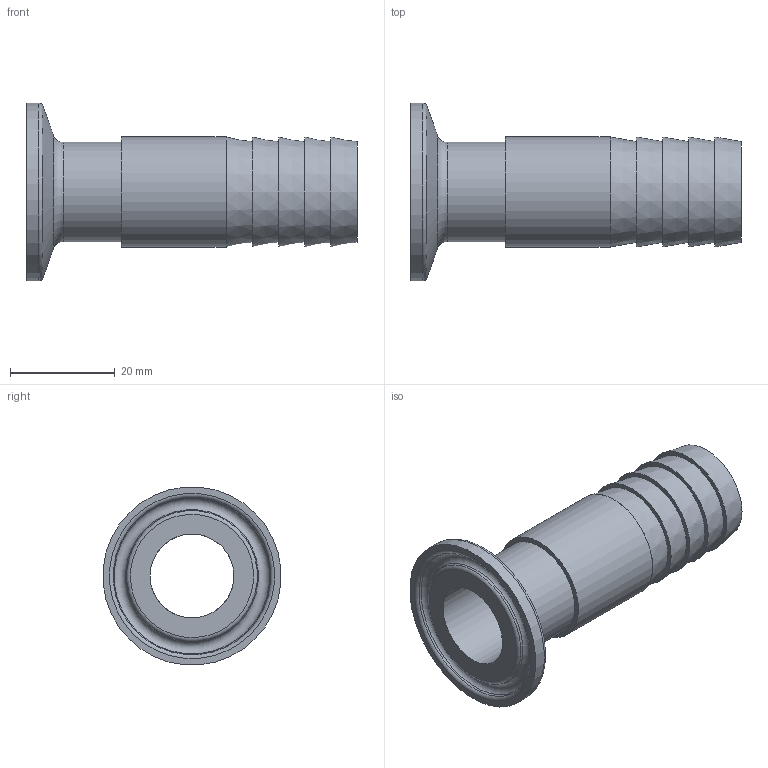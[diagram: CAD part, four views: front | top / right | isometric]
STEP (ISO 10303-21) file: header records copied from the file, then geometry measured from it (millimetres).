
FILE_DESCRIPTION(/* description */ (''),/* implementation_level */ '2;1');
FILE_NAME(/* name */ '26070015000.stp',/* time_stamp */ '2016-03-08T11:58:49+01:00',/* author */ ('Struska'),/* organization */ ('BUPOSPOL'),/* preprocessor_version */ 'ST-DEVELOPER v15.6',/* originating_system */ 'Autodesk Inventor 2015',/* authorisation */ '');
FILE_SCHEMA (('CONFIG_CONTROL_DESIGN'));
Length unit declared in the file: millimetre
Products named in the file (1): 26070015000
Bounding box: 63 x 33.87 x 33.87 mm (x, y, z)
Volume: 9549.5 mm3; surface area: 8974.8 mm2
Topology: 1 solids, 1 shells, 26 faces, 46 edges, 29 vertices
Faces by surface type: plane 9, cone 8, torus 5, cylinder 4
Full cylindrical faces by diameter (mm): 16 x1, 19 x1, 21 x1, 34 x1
Entity records: 578 total; most frequent: DIRECTION 106, CARTESIAN_POINT 79, AXIS2_PLACEMENT_3D 53, EDGE_LOOP 52, ORIENTED_EDGE 52, STYLED_ITEM 27, FACE_BOUND 26, FACE_OUTER_BOUND 26
